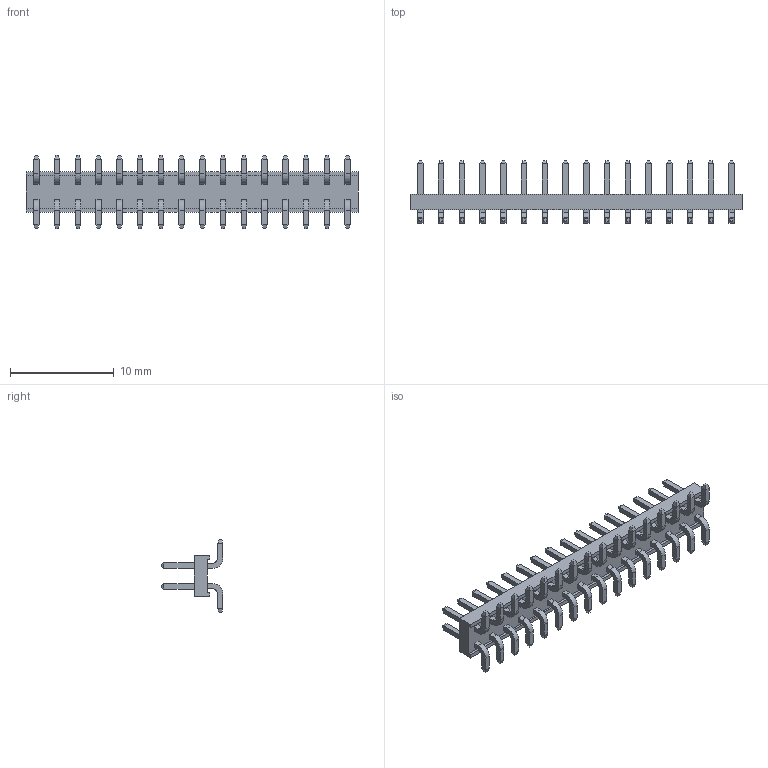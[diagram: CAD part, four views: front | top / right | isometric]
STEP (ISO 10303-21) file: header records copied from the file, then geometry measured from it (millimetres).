
FILE_DESCRIPTION(/* description */ ('STEP AP214'),/* implementation_level */ '2;1');
FILE_NAME(/* name */ 'TMM-116-01-L-D-SM',/* time_stamp */ '2024-05-16T10:53:03+02:00',/* author */ ('License CC BY-ND 4.0'),/* organization */ ('CADENAS'),/* preprocessor_version */ 'ST-DEVELOPER v19.3',/* originating_system */ 'PARTsolutions',/* authorisation */ ' ');
FILE_SCHEMA (('AUTOMOTIVE_DESIGN {1 0 10303 214 3 1 1}'));
Length unit declared in the file: inch
Products named in the file (4): TMM-116-01-L-D-SM; TMM-116-01-L-D-SM_body; TMM-116-01-L-D-SM_pins1; TMM-116-01-L-D-SM_sm_pins2
Assembly tree (3 placements, depth 2):
  TMM-116-01-L-D-SM
    TMM-116-01-L-D-SM_body
    TMM-116-01-L-D-SM_pins1
    TMM-116-01-L-D-SM_sm_pins2
Bounding box: 32 x 5.97 x 7.06 mm (x, y, z)
Volume: 275.7 mm3; surface area: 1337.1 mm2
Topology: 3 solids, 3 shells, 880 faces, 2276 edges, 1432 vertices
Faces by surface type: plane 816, cylinder 64
Entity records: 26273 total; most frequent: CARTESIAN_POINT 4592, ORIENTED_EDGE 4552, DIRECTION 4172, EDGE_CURVE 2276, LINE 2148, VECTOR 2148, VERTEX_POINT 1432, AXIS2_PLACEMENT_3D 1012
